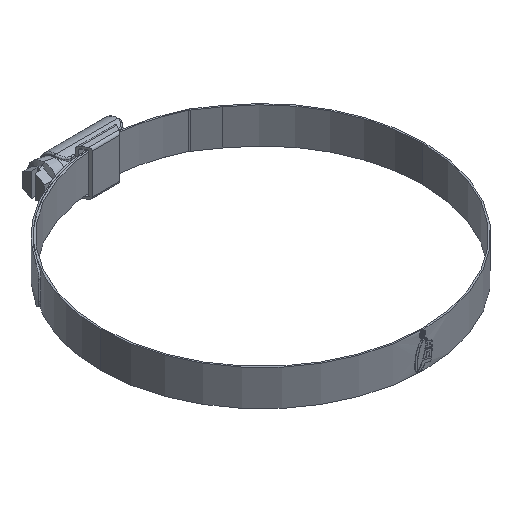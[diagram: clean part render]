
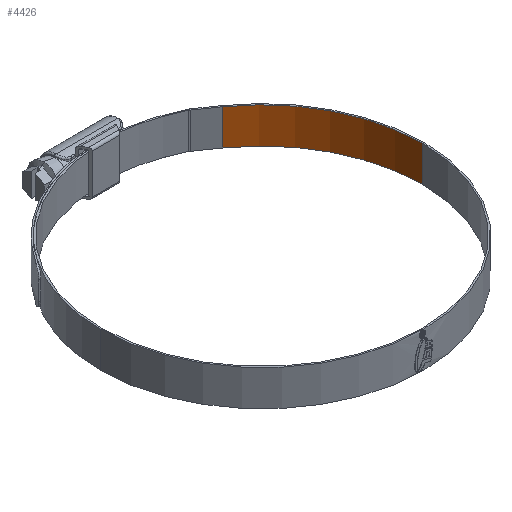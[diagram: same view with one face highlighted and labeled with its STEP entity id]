
A CAD part, isometric view. The second image highlights one B-rep face of the part: STEP entity #4426.
In plain terms, the highlighted cylindrical face has radius 57 mm (diameter 114 mm), a partial arc.
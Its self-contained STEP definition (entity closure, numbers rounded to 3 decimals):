
#2 = CARTESIAN_POINT ( 'NONE',  ( 32.694, 46.692, 6.35 ) ) ;
#281 = CARTESIAN_POINT ( 'NONE',  ( 0., 0., -6.35 ) ) ;
#705 = DIRECTION ( 'NONE',  ( 0., 0., -1. ) ) ;
#799 = CARTESIAN_POINT ( 'NONE',  ( 0., 0., 6.35 ) ) ;
#858 = AXIS2_PLACEMENT_3D ( 'NONE', #7165, #1951, #3140 ) ;
#1329 = LINE ( 'NONE', #2944, #5732 ) ;
#1330 = ORIENTED_EDGE ( 'NONE', *, *, #5929, .T. ) ;
#1684 = CARTESIAN_POINT ( 'NONE',  ( 57., 0., 6.35 ) ) ;
#1850 = DIRECTION ( 'NONE',  ( 1., 0., 0. ) ) ;
#1869 = DIRECTION ( 'NONE',  ( 0., 0., -1. ) ) ;
#1951 = DIRECTION ( 'NONE',  ( 0., 0., -1. ) ) ;
#2177 = VERTEX_POINT ( 'NONE', #7288 ) ;
#2189 = ORIENTED_EDGE ( 'NONE', *, *, #3331, .T. ) ;
#2867 = ORIENTED_EDGE ( 'NONE', *, *, #5165, .F. ) ;
#2920 = CARTESIAN_POINT ( 'NONE',  ( 32.694, 46.692, -6.35 ) ) ;
#2944 = CARTESIAN_POINT ( 'NONE',  ( 57., 0., 6.35 ) ) ;
#2947 = ORIENTED_EDGE ( 'NONE', *, *, #3935, .F. ) ;
#3020 = CIRCLE ( 'NONE', #5962, 57. ) ;
#3140 = DIRECTION ( 'NONE',  ( -1., 0., 0. ) ) ;
#3190 = DIRECTION ( 'NONE',  ( 0., 0., 1. ) ) ;
#3331 = EDGE_CURVE ( 'NONE', #5740, #6753, #3020, .T. ) ;
#3576 = AXIS2_PLACEMENT_3D ( 'NONE', #281, #3190, #5575 ) ;
#3776 = EDGE_LOOP ( 'NONE', ( #2947, #2189, #1330, #2867 ) ) ;
#3808 = CIRCLE ( 'NONE', #3576, 57. ) ;
#3935 = EDGE_CURVE ( 'NONE', #5740, #2177, #1329, .T. ) ;
#4251 = CYLINDRICAL_SURFACE ( 'NONE', #858, 57. ) ;
#4426 = ADVANCED_FACE ( 'NONE', ( #6527 ), #4251, .F. ) ;
#4568 = CARTESIAN_POINT ( 'NONE',  ( 32.694, 46.692, 6.35 ) ) ;
#4906 = DIRECTION ( 'NONE',  ( 0., 0., 1. ) ) ;
#5165 = EDGE_CURVE ( 'NONE', #2177, #5403, #3808, .T. ) ;
#5403 = VERTEX_POINT ( 'NONE', #2920 ) ;
#5575 = DIRECTION ( 'NONE',  ( 1., 0., 0. ) ) ;
#5732 = VECTOR ( 'NONE', #1869, 1000. ) ;
#5740 = VERTEX_POINT ( 'NONE', #1684 ) ;
#5929 = EDGE_CURVE ( 'NONE', #6753, #5403, #5981, .T. ) ;
#5962 = AXIS2_PLACEMENT_3D ( 'NONE', #799, #4906, #1850 ) ;
#5981 = LINE ( 'NONE', #2, #7157 ) ;
#6527 = FACE_OUTER_BOUND ( 'NONE', #3776, .T. ) ;
#6753 = VERTEX_POINT ( 'NONE', #4568 ) ;
#7157 = VECTOR ( 'NONE', #705, 1000. ) ;
#7165 = CARTESIAN_POINT ( 'NONE',  ( 0., 0., 6.35 ) ) ;
#7288 = CARTESIAN_POINT ( 'NONE',  ( 57., 0., -6.35 ) ) ;
